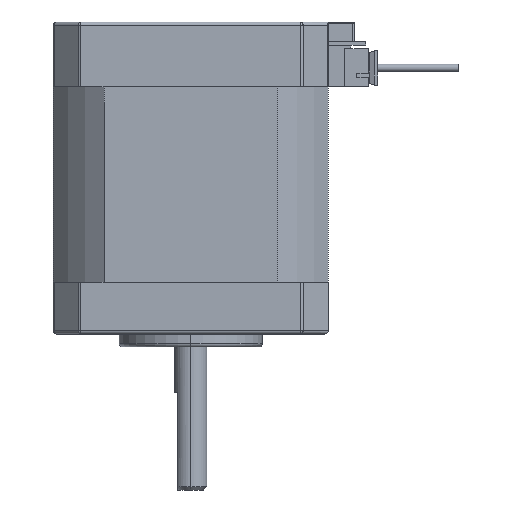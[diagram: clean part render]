
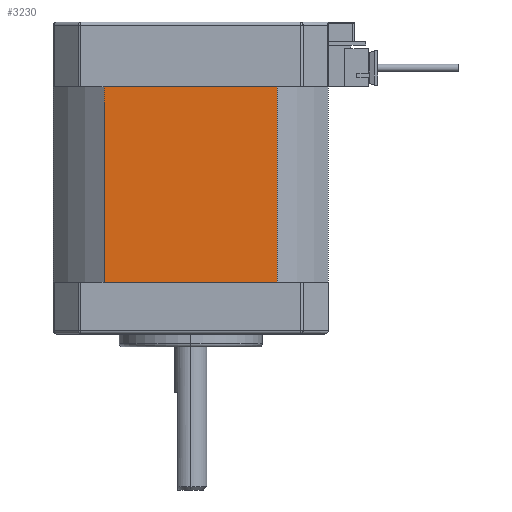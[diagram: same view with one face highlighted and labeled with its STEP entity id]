
A CAD part, left-side view. The second image highlights one B-rep face of the part: STEP entity #3230.
In plain terms, the highlighted planar face has unit normal (-1, 0, 0).
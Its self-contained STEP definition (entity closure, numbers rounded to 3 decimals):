
#25 = EDGE_CURVE ( 'NONE', #7674, #3878, #617, .T. ) ;
#325 = ORIENTED_EDGE ( 'NONE', *, *, #6304, .F. ) ;
#460 = VECTOR ( 'NONE', #4584, 1000. ) ;
#617 = LINE ( 'NONE', #10395, #8908 ) ;
#1092 = ORIENTED_EDGE ( 'NONE', *, *, #25, .F. ) ;
#2249 = VECTOR ( 'NONE', #11563, 1000. ) ;
#3230 = ADVANCED_FACE ( 'NONE', ( #11707 ), #4617, .T. ) ;
#3376 = EDGE_LOOP ( 'NONE', ( #325, #5656, #8165, #1092 ) ) ;
#3452 = VERTEX_POINT ( 'NONE', #6256 ) ;
#3797 = VECTOR ( 'NONE', #10946, 1000. ) ;
#3878 = VERTEX_POINT ( 'NONE', #6607 ) ;
#4570 = CARTESIAN_POINT ( 'NONE',  ( -21.16, 13.314, 8. ) ) ;
#4584 = DIRECTION ( 'NONE',  ( 0., -1., 0. ) ) ;
#4617 = PLANE ( 'NONE',  #11287 ) ;
#4800 = DIRECTION ( 'NONE',  ( 0., 0., 1. ) ) ;
#5138 = EDGE_CURVE ( 'NONE', #3452, #13737, #9426, .T. ) ;
#5144 = LINE ( 'NONE', #8199, #2249 ) ;
#5305 = CARTESIAN_POINT ( 'NONE',  ( -21.16, -13.314, 38. ) ) ;
#5656 = ORIENTED_EDGE ( 'NONE', *, *, #5138, .T. ) ;
#6197 = LINE ( 'NONE', #10655, #460 ) ;
#6256 = CARTESIAN_POINT ( 'NONE',  ( -21.16, -13.314, 8. ) ) ;
#6304 = EDGE_CURVE ( 'NONE', #3452, #7674, #5144, .T. ) ;
#6607 = CARTESIAN_POINT ( 'NONE',  ( -21.16, 13.314, 38. ) ) ;
#7674 = VERTEX_POINT ( 'NONE', #4570 ) ;
#8165 = ORIENTED_EDGE ( 'NONE', *, *, #11300, .F. ) ;
#8199 = CARTESIAN_POINT ( 'NONE',  ( -21.16, 0., 8. ) ) ;
#8750 = CARTESIAN_POINT ( 'NONE',  ( -21.16, -13.314, -51.85 ) ) ;
#8908 = VECTOR ( 'NONE', #4800, 1000. ) ;
#9070 = CARTESIAN_POINT ( 'NONE',  ( -21.16, 0., -51.85 ) ) ;
#9426 = LINE ( 'NONE', #8750, #3797 ) ;
#10302 = DIRECTION ( 'NONE',  ( 0., -1., 0. ) ) ;
#10395 = CARTESIAN_POINT ( 'NONE',  ( -21.16, 13.314, -51.85 ) ) ;
#10655 = CARTESIAN_POINT ( 'NONE',  ( -21.16, 0., 38. ) ) ;
#10946 = DIRECTION ( 'NONE',  ( 0., 0., 1. ) ) ;
#11287 = AXIS2_PLACEMENT_3D ( 'NONE', #9070, #12183, #10302 ) ;
#11300 = EDGE_CURVE ( 'NONE', #3878, #13737, #6197, .T. ) ;
#11563 = DIRECTION ( 'NONE',  ( 0., 1., 0. ) ) ;
#11707 = FACE_OUTER_BOUND ( 'NONE', #3376, .T. ) ;
#12183 = DIRECTION ( 'NONE',  ( -1., 0., 0. ) ) ;
#13737 = VERTEX_POINT ( 'NONE', #5305 ) ;
